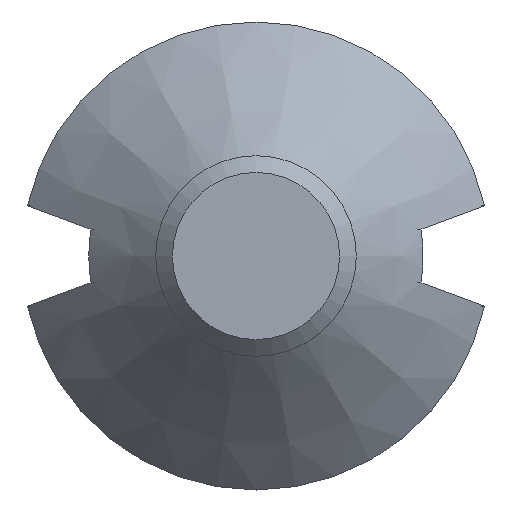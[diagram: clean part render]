
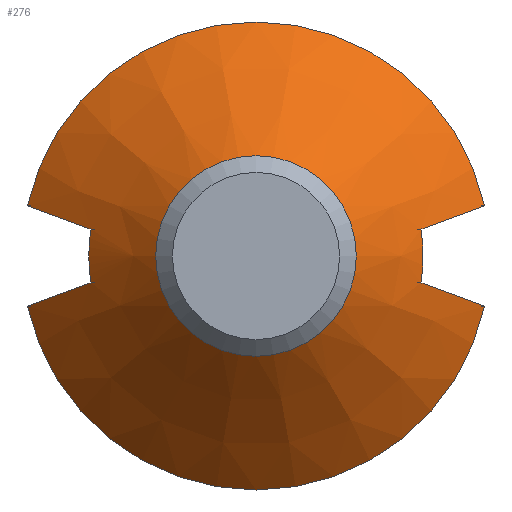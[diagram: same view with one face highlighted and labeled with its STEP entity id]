
A CAD part, front view. The second image highlights one B-rep face of the part: STEP entity #276.
In plain terms, the highlighted conical face has half-angle 45 degrees and reference radius 1.5 mm.
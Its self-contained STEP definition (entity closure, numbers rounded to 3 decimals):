
#25=CARTESIAN_POINT('',(-3.419,2.,-0.75));
#26=VERTEX_POINT('',#25);
#27=CARTESIAN_POINT('',(-2.468,1.,-0.4));
#28=VERTEX_POINT('',#27);
#29=CARTESIAN_POINT('',(-3.419,2.,-0.75));
#30=CARTESIAN_POINT('',(-2.869,1.419,-0.547));
#31=CARTESIAN_POINT('',(-2.468,1.,-0.4));
#32=(BOUNDED_CURVE()B_SPLINE_CURVE(2,(#29,#30,#31),.UNSPECIFIED.,.F.,.U.)B_SPLINE_CURVE_WITH_KNOTS((3,3),(0.,1.424),.UNSPECIFIED.)CURVE()GEOMETRIC_REPRESENTATION_ITEM()RATIONAL_B_SPLINE_CURVE((1.,1.013,1.))REPRESENTATION_ITEM(''));
#33=EDGE_CURVE('',#26,#28,#32,.T.);
#35=CARTESIAN_POINT('',(3.419,2.,-0.75));
#36=VERTEX_POINT('',#35);
#43=CARTESIAN_POINT('',(2.468,1.,-0.4));
#44=VERTEX_POINT('',#43);
#45=CARTESIAN_POINT('',(2.468,1.,-0.4));
#46=CARTESIAN_POINT('',(2.869,1.419,-0.547));
#47=CARTESIAN_POINT('',(3.419,2.,-0.75));
#48=(BOUNDED_CURVE()B_SPLINE_CURVE(2,(#45,#46,#47),.UNSPECIFIED.,.F.,.U.)B_SPLINE_CURVE_WITH_KNOTS((3,3),(0.,1.424),.UNSPECIFIED.)CURVE()GEOMETRIC_REPRESENTATION_ITEM()RATIONAL_B_SPLINE_CURVE((1.,1.013,1.))REPRESENTATION_ITEM(''));
#49=EDGE_CURVE('',#44,#36,#48,.T.);
#65=CARTESIAN_POINT('',(-2.468,1.,0.4));
#66=VERTEX_POINT('',#65);
#67=CARTESIAN_POINT('',(-3.419,2.,0.75));
#68=VERTEX_POINT('',#67);
#69=CARTESIAN_POINT('',(-2.468,1.,0.4));
#70=CARTESIAN_POINT('',(-2.869,1.419,0.547));
#71=CARTESIAN_POINT('',(-3.419,2.,0.75));
#72=(BOUNDED_CURVE()B_SPLINE_CURVE(2,(#69,#70,#71),.UNSPECIFIED.,.F.,.U.)B_SPLINE_CURVE_WITH_KNOTS((3,3),(0.,1.424),.UNSPECIFIED.)CURVE()GEOMETRIC_REPRESENTATION_ITEM()RATIONAL_B_SPLINE_CURVE((1.,1.013,1.))REPRESENTATION_ITEM(''));
#73=EDGE_CURVE('',#66,#68,#72,.T.);
#75=CARTESIAN_POINT('',(2.468,1.,0.4));
#76=VERTEX_POINT('',#75);
#83=CARTESIAN_POINT('',(3.419,2.,0.75));
#84=VERTEX_POINT('',#83);
#85=CARTESIAN_POINT('',(3.419,2.,0.75));
#86=CARTESIAN_POINT('',(2.869,1.419,0.547));
#87=CARTESIAN_POINT('',(2.468,1.,0.4));
#88=(BOUNDED_CURVE()B_SPLINE_CURVE(2,(#85,#86,#87),.UNSPECIFIED.,.F.,.U.)B_SPLINE_CURVE_WITH_KNOTS((3,3),(0.,1.424),.UNSPECIFIED.)CURVE()GEOMETRIC_REPRESENTATION_ITEM()RATIONAL_B_SPLINE_CURVE((1.,1.013,1.))REPRESENTATION_ITEM(''));
#89=EDGE_CURVE('',#84,#76,#88,.T.);
#105=CARTESIAN_POINT('',(-2.5,1.,0.));
#106=VERTEX_POINT('',#105);
#107=CARTESIAN_POINT('',(0.,1.,0.));
#108=DIRECTION('',(-0.987,0.,-0.16));
#109=DIRECTION('',(0.,1.,0.));
#110=AXIS2_PLACEMENT_3D('',#107,#109,#108);
#111=CIRCLE('',#110,2.5);
#112=EDGE_CURVE('',#28,#106,#111,.T.);
#115=CARTESIAN_POINT('',(0.,1.,0.));
#116=DIRECTION('',(0.987,0.,0.16));
#117=DIRECTION('',(0.,1.,0.));
#118=AXIS2_PLACEMENT_3D('',#115,#117,#116);
#119=CIRCLE('',#118,2.5);
#120=EDGE_CURVE('',#76,#44,#119,.T.);
#123=CARTESIAN_POINT('',(0.,1.,0.));
#124=DIRECTION('',(-1.,0.,0.));
#125=DIRECTION('',(0.,1.,0.));
#126=AXIS2_PLACEMENT_3D('',#123,#125,#124);
#127=CIRCLE('',#126,2.5);
#128=EDGE_CURVE('',#106,#66,#127,.T.);
#139=CARTESIAN_POINT('',(0.,2.,0.));
#140=DIRECTION('',(-0.977,0.,0.214));
#141=DIRECTION('',(-0.,1.,0.));
#142=AXIS2_PLACEMENT_3D('',#139,#141,#140);
#143=CIRCLE('',#142,3.5);
#144=EDGE_CURVE('',#68,#84,#143,.T.);
#155=CARTESIAN_POINT('',(0.,2.,0.));
#156=DIRECTION('',(0.977,0.,-0.214));
#157=DIRECTION('',(0.,1.,0.));
#158=AXIS2_PLACEMENT_3D('',#155,#157,#156);
#159=CIRCLE('',#158,3.5);
#160=EDGE_CURVE('',#36,#26,#159,.T.);
#221=CARTESIAN_POINT('',(-1.5,0.,0.));
#222=VERTEX_POINT('',#221);
#223=CARTESIAN_POINT('',(0.,0.,0.));
#224=DIRECTION('',(-1.,-0.,0.));
#225=DIRECTION('',(0.,-1.,0.));
#226=AXIS2_PLACEMENT_3D('',#223,#225,#224);
#227=CIRCLE('',#226,1.5);
#228=EDGE_CURVE('',#222,#222,#227,.T.);
#252=CARTESIAN_POINT('',(0.,0.,0.));
#253=DIRECTION('',(-1.,0.,0.));
#254=DIRECTION('',(0.,1.,0.));
#255=AXIS2_PLACEMENT_3D('',#252,#254,#253);
#256=CONICAL_SURFACE('',#255,1.5,0.785);
#257=ORIENTED_EDGE('',*,*,#33,.F.);
#258=ORIENTED_EDGE('',*,*,#160,.F.);
#259=ORIENTED_EDGE('',*,*,#49,.F.);
#260=ORIENTED_EDGE('',*,*,#120,.F.);
#261=ORIENTED_EDGE('',*,*,#89,.F.);
#262=ORIENTED_EDGE('',*,*,#144,.F.);
#263=ORIENTED_EDGE('',*,*,#73,.F.);
#264=ORIENTED_EDGE('',*,*,#128,.F.);
#265=CARTESIAN_POINT('',(-2.5,1.,0.));
#266=DIRECTION('',(0.707,-0.707,0.));
#267=VECTOR('',#266,1.414);
#268=LINE('',#265,#267);
#269=EDGE_CURVE('',#106,#222,#268,.T.);
#270=ORIENTED_EDGE('E21',*,*,#269,.T.);
#271=ORIENTED_EDGE('E21',*,*,#228,.F.);
#272=ORIENTED_EDGE('E21',*,*,#269,.F.);
#273=ORIENTED_EDGE('E21',*,*,#112,.F.);
#274=EDGE_LOOP('',(#257,#258,#259,#260,#261,#262,#263,#264,#270,#271,#272,#273));
#275=FACE_OUTER_BOUND('',#274,.T.);
#276=ADVANCED_FACE('F9',(#275),#256,.T.);
